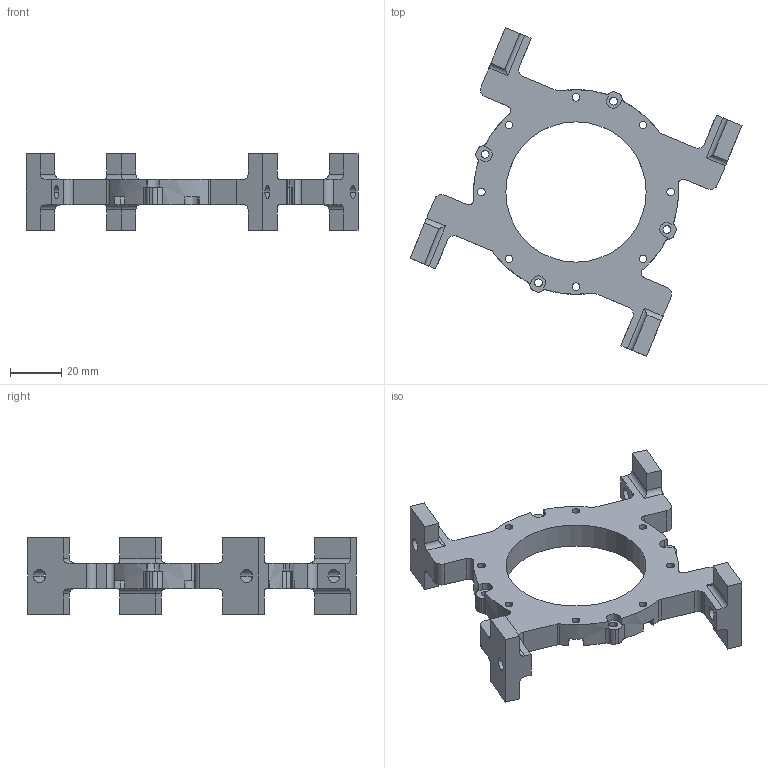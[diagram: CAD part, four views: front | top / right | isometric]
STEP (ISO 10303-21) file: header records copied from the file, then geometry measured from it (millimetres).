
FILE_DESCRIPTION (( 'STEP AP203' ), '1' );
FILE_NAME ('µç»ú¹Ì¶¨.STEP', '2024-03-16T12:58:38', ( '' ), ( '' ), 'SwSTEP 2.0', 'SolidWorks 2021', '' );
FILE_SCHEMA (( 'CONFIG_CONTROL_DESIGN' ));
Length unit declared in the file: millimetre
Products named in the file (1): 萇儂嘐隅
Bounding box: 129.72 x 128.39 x 30 mm (x, y, z)
Volume: 49530.4 mm3; surface area: 20433.6 mm2
Topology: 1 solids, 1 shells, 200 faces, 586 edges, 388 vertices
Faces by surface type: cylinder 114, plane 86
Entity records: 6867 total; most frequent: DIRECTION 1216, CARTESIAN_POINT 1199, ORIENTED_EDGE 1172, EDGE_CURVE 586, AXIS2_PLACEMENT_3D 437, VERTEX_POINT 388, LINE 342, VECTOR 342
